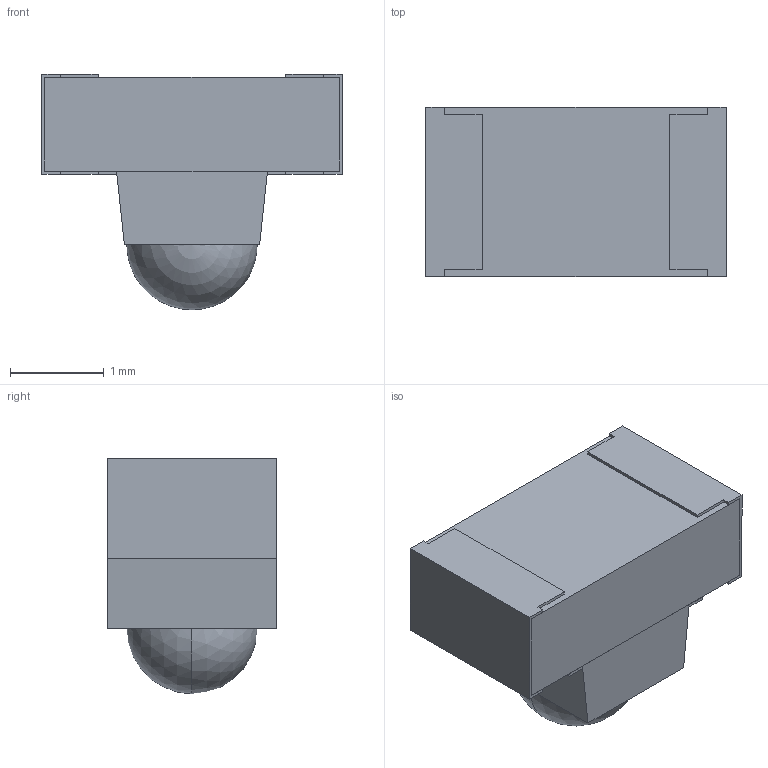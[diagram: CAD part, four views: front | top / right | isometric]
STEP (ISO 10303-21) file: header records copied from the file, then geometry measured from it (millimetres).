
FILE_DESCRIPTION (( 'STEP AP214' ), '1' );
FILE_NAME ('SFH 3015 FA.STEP', '2021-03-25T09:11:31', ( '' ), ( '' ), 'SwSTEP 2.0', 'SolidWorks 2017', '' );
FILE_SCHEMA (( 'AUTOMOTIVE_DESIGN' ));
Length unit declared in the file: millimetre
Products named in the file (2): SFH 3015 FA
Assembly tree (1 placements, depth 2):
  SFH 3015 FA
    SFH 3015 FA
Bounding box: 3.2 x 1.8 x 2.51 mm (x, y, z)
Volume: 8.8 mm3; surface area: 50.9 mm2
Topology: 6 solids, 6 shells, 64 faces, 158 edges, 105 vertices
Faces by surface type: plane 62, sphere 2
Entity records: 1941 total; most frequent: CARTESIAN_POINT 325, ORIENTED_EDGE 308, DIRECTION 294, EDGE_CURVE 154, LINE 150, VECTOR 150, VERTEX_POINT 103, AXIS2_PLACEMENT_3D 72
